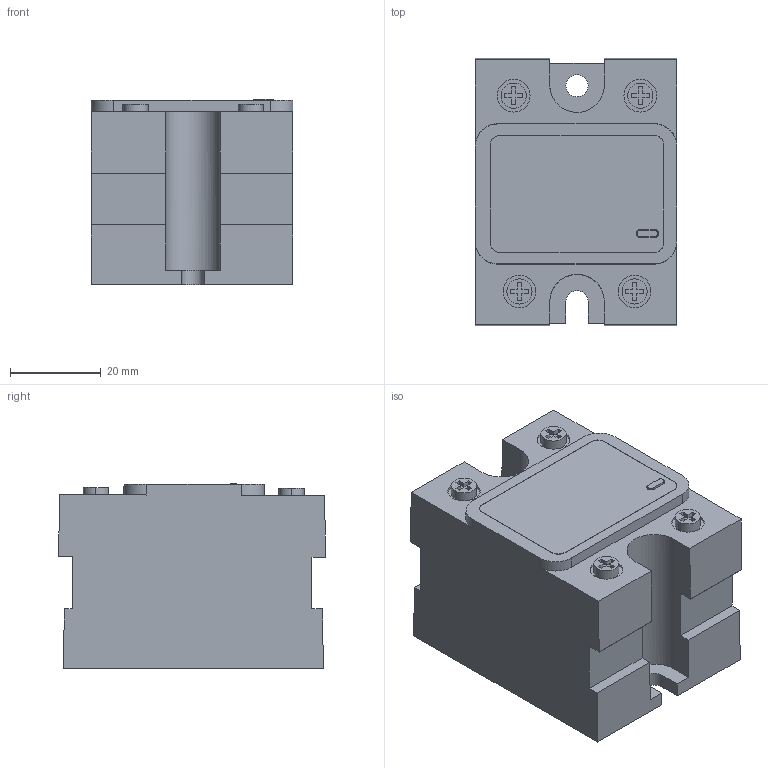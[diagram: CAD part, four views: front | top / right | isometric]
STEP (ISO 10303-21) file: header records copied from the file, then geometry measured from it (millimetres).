
FILE_DESCRIPTION((''),'2;1');
FILE_NAME('SSP1A450M7-3D','2020-12-01T15:26:07',('SESA231899'),('Schneider-Electric'),'CREO PARAMETRIC BY PTC INC, 2019164','CREO PARAMETRIC BY PTC INC, 2019164','');
FILE_SCHEMA(('AP242_MANAGED_MODEL_BASED_3D_ENGINEERING_MIM_LF { 1 0 10303 442 1 1 4 }'));
Length unit declared in the file: millimetre
Products named in the file (1): SSP1A450M7-3D
Bounding box: 44.5 x 58.97 x 40.91 mm (x, y, z)
Volume: 91629.2 mm3; surface area: 14938.4 mm2
Topology: 1 solids, 1 shells, 141 faces, 372 edges, 248 vertices
Faces by surface type: plane 108, cylinder 25, extrusion 8
Entity records: 32160 total; most frequent: CARTESIAN_POINT 27716, DIRECTION 753, ORIENTED_EDGE 744, POLYLINE 462, EDGE_CURVE 372, VECTOR 319, LINE 311, VERTEX_POINT 248
